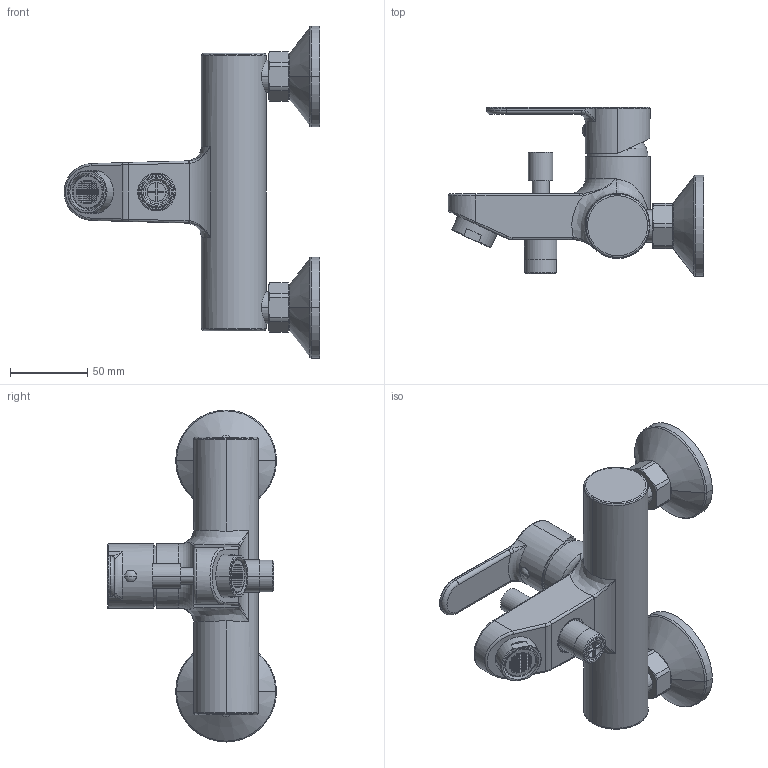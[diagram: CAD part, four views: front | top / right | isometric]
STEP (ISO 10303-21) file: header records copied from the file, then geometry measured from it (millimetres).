
FILE_DESCRIPTION((''),'2;1');
FILE_NAME('BLU022CR','2021-11-29T12:04:06',('ut3'),('PAFFONI SpA'),'CREO PARAMETRIC BY PTC INC, 2020044','CREO PARAMETRIC BY PTC INC, 2020044','');
FILE_SCHEMA(('CONFIG_CONTROL_DESIGN','SHAPE_APPEARANCE_LAYERS_GROUPS'));
Products named in the file (1): BLU022CR
Bounding box: 165.9 x 109.75 x 215.5 mm (x, y, z)
Volume: 177062.1 mm3; surface area: 160382.6 mm2
Topology: 3 solids, 3 shells, 2652 faces, 7547 edges, 4919 vertices
Faces by surface type: plane 1926, cylinder 406, cone 153, torus 84, bspline 69, sphere 10, extrusion 4
Entity records: 114617 total; most frequent: CARTESIAN_POINT 24731, ORIENTED_EDGE 15060, DIRECTION 14361, EDGE_CURVE 7530, VECTOR 4957, LINE 4953, VERTEX_POINT 4919, AXIS2_PLACEMENT_3D 4702
